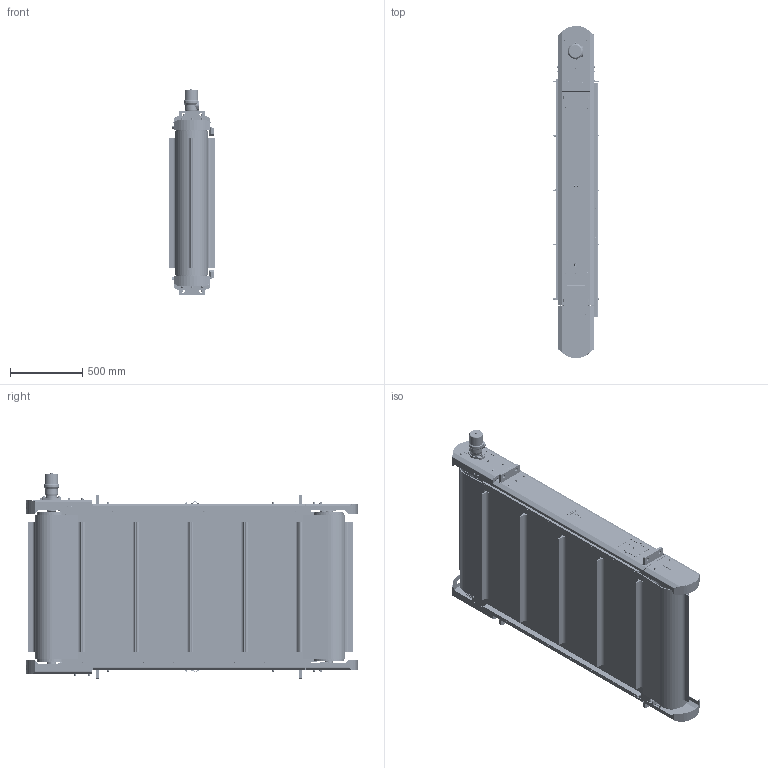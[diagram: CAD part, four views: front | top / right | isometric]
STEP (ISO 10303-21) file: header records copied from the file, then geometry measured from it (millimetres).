
FILE_DESCRIPTION(/* description */ (''),/* implementation_level */ '2;1');
FILE_NAME(/* name */ 'RONC140551.stp',/* time_stamp */ '2023-04-21T13:01:42+02:00',/* author */ ('PH'),/* organization */ (''),/* preprocessor_version */ 'ST-DEVELOPER v18.1',/* originating_system */ 'Autodesk Inventor 2021',/* authorisation */ '');
FILE_SCHEMA (('AUTOMOTIVE_DESIGN { 1 0 10303 214 3 1 1 }'));
Products named in the file (1): RONC140551
Bounding box: 319.11 x 2297.3 x 1429.1 mm (x, y, z)
Volume: 84455519.2 mm3; surface area: 28229332.5 mm2
Topology: 22 solids, 22 shells, 6253 faces, 16163 edges, 10260 vertices
Faces by surface type: plane 3744, cylinder 1501, cone 640, bspline 219, torus 133, sphere 16
Full cylindrical faces by diameter (mm): 4 x4, 4.917 x3, 5 x2, 5.459 x4, 6 x69, 6.4 x4, 6.5 x10, 6.6 x16, 6.647 x9, 6.917 x4, 7 x36, 7.318 x2, 7.323 x17, 7.782 x2, 8 x67, 8.4 x28, 8.566 x4, 8.7 x4, 9 x20, 9.188 x7, 9.59 x4, 9.6 x4, 9.728 x2, 10 x45, 10.5 x3, 11 x16, 11.053 x1, 11.4 x17, 12 x17, 12.5 x4
Entity records: 202276 total; most frequent: CARTESIAN_POINT 44428, ORIENTED_EDGE 32146, DIRECTION 30825, EDGE_CURVE 16073, AXIS2_PLACEMENT_3D 10551, VERTEX_POINT 10274, LINE 9723, VECTOR 9723
